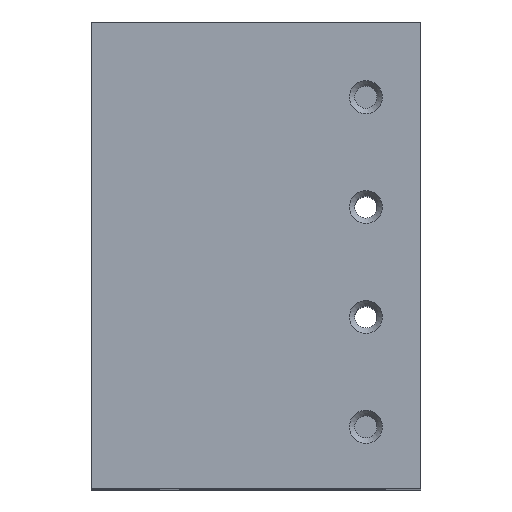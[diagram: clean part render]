
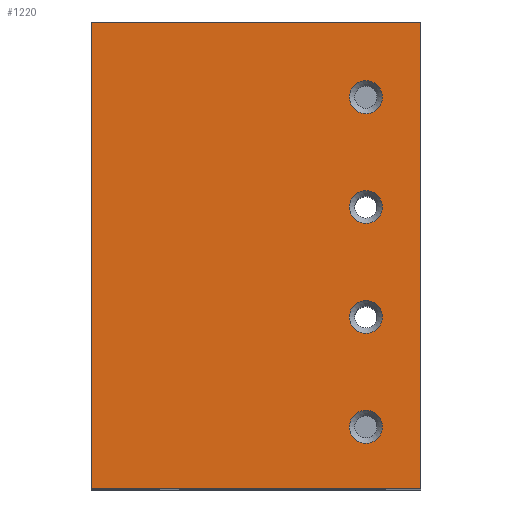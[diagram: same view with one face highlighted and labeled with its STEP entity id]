
A CAD part, top view. The second image highlights one B-rep face of the part: STEP entity #1220.
In plain terms, the highlighted planar face has unit normal (0, 0, 1).
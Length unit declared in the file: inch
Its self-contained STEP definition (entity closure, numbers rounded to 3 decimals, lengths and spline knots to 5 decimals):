
#20=FACE_BOUND('',#175,.T.);
#21=FACE_BOUND('',#176,.T.);
#22=FACE_BOUND('',#177,.T.);
#23=FACE_BOUND('',#178,.T.);
#40=PLANE('',#1311);
#104=FACE_OUTER_BOUND('',#174,.T.);
#174=EDGE_LOOP('',(#868,#869,#870,#871));
#175=EDGE_LOOP('',(#872));
#176=EDGE_LOOP('',(#873));
#177=EDGE_LOOP('',(#874));
#178=EDGE_LOOP('',(#875));
#262=LINE('',#1793,#397);
#263=LINE('',#1795,#398);
#264=LINE('',#1797,#399);
#265=LINE('',#1798,#400);
#397=VECTOR('',#1436,0.3937);
#398=VECTOR('',#1437,0.3937);
#399=VECTOR('',#1438,0.3937);
#400=VECTOR('',#1439,0.3937);
#530=CIRCLE('',#1306,0.15);
#533=CIRCLE('',#1312,0.15);
#534=CIRCLE('',#1313,0.15);
#535=CIRCLE('',#1314,0.15);
#570=VERTEX_POINT('',#1780);
#573=VERTEX_POINT('',#1791);
#574=VERTEX_POINT('',#1792);
#575=VERTEX_POINT('',#1794);
#576=VERTEX_POINT('',#1796);
#577=VERTEX_POINT('',#1799);
#578=VERTEX_POINT('',#1801);
#579=VERTEX_POINT('',#1803);
#684=EDGE_CURVE('',#570,#570,#530,.T.);
#689=EDGE_CURVE('',#573,#574,#262,.T.);
#690=EDGE_CURVE('',#574,#575,#263,.T.);
#691=EDGE_CURVE('',#575,#576,#264,.T.);
#692=EDGE_CURVE('',#576,#573,#265,.T.);
#693=EDGE_CURVE('',#577,#577,#533,.T.);
#694=EDGE_CURVE('',#578,#578,#534,.T.);
#695=EDGE_CURVE('',#579,#579,#535,.T.);
#868=ORIENTED_EDGE('',*,*,#689,.T.);
#869=ORIENTED_EDGE('',*,*,#690,.T.);
#870=ORIENTED_EDGE('',*,*,#691,.T.);
#871=ORIENTED_EDGE('',*,*,#692,.T.);
#872=ORIENTED_EDGE('',*,*,#693,.F.);
#873=ORIENTED_EDGE('',*,*,#694,.F.);
#874=ORIENTED_EDGE('',*,*,#695,.F.);
#875=ORIENTED_EDGE('',*,*,#684,.F.);
#1220=ADVANCED_FACE('',(#104,#20,#21,#22,#23),#40,.T.);
#1306=AXIS2_PLACEMENT_3D('',#1781,#1422,#1423);
#1311=AXIS2_PLACEMENT_3D('',#1790,#1434,#1435);
#1312=AXIS2_PLACEMENT_3D('',#1800,#1440,#1441);
#1313=AXIS2_PLACEMENT_3D('',#1802,#1442,#1443);
#1314=AXIS2_PLACEMENT_3D('',#1804,#1444,#1445);
#1422=DIRECTION('center_axis',(0.,0.,1.));
#1423=DIRECTION('ref_axis',(-1.,0.,0.));
#1434=DIRECTION('center_axis',(0.,0.,1.));
#1435=DIRECTION('ref_axis',(0.,1.,0.));
#1436=DIRECTION('',(1.,0.,0.));
#1437=DIRECTION('',(0.,1.,0.));
#1438=DIRECTION('',(-1.,0.,0.));
#1439=DIRECTION('',(0.,-1.,0.));
#1440=DIRECTION('center_axis',(0.,0.,1.));
#1441=DIRECTION('ref_axis',(-1.,0.,0.));
#1442=DIRECTION('center_axis',(0.,0.,1.));
#1443=DIRECTION('ref_axis',(-1.,0.,0.));
#1444=DIRECTION('center_axis',(0.,0.,1.));
#1445=DIRECTION('ref_axis',(-1.,0.,0.));
#1780=CARTESIAN_POINT('',(2.65,3.066,4.56));
#1781=CARTESIAN_POINT('Origin',(2.5,3.066,4.56));
#1790=CARTESIAN_POINT('Origin',(3.,1.75,4.56));
#1791=CARTESIAN_POINT('',(0.,2.5,4.56));
#1792=CARTESIAN_POINT('',(3.,2.5,4.56));
#1793=CARTESIAN_POINT('',(3.25,2.5,4.56));
#1794=CARTESIAN_POINT('',(3.,6.75,4.56));
#1795=CARTESIAN_POINT('',(3.,1.75,4.56));
#1796=CARTESIAN_POINT('',(0.,6.75,4.56));
#1797=CARTESIAN_POINT('',(3.,6.75,4.56));
#1798=CARTESIAN_POINT('',(0.,3.,4.56));
#1799=CARTESIAN_POINT('',(2.65,6.066,4.56));
#1800=CARTESIAN_POINT('Origin',(2.5,6.066,4.56));
#1801=CARTESIAN_POINT('',(2.65,4.066,4.56));
#1802=CARTESIAN_POINT('Origin',(2.5,4.066,4.56));
#1803=CARTESIAN_POINT('',(2.65,5.066,4.56));
#1804=CARTESIAN_POINT('Origin',(2.5,5.066,4.56));
